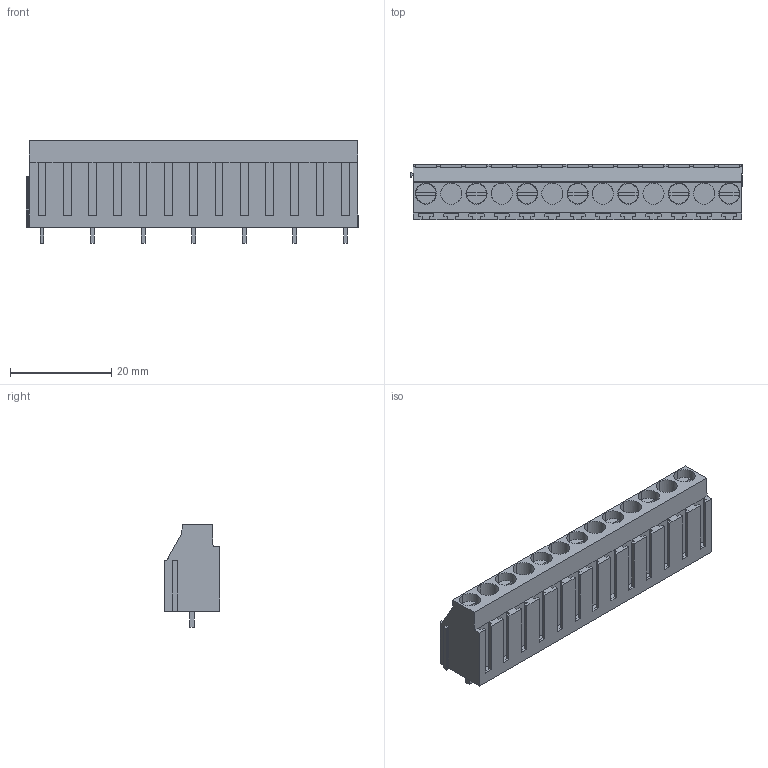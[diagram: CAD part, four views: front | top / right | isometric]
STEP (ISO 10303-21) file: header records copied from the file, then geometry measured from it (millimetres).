
FILE_DESCRIPTION(('CATIA V5 STEP Exchange','CAx-IF Rec.Pracs.--- Model Styling and Organization---1.4--- 2014-01-23'),'2;1');
FILE_NAME ('118838-1_0_2624460000_2624460000.stp','2022-06-10T08:38:48+00:00',('none'),('Weidmueller'),'CATIA Version 5-6 Release 2016 SP3 HF44','CATIA V5 STEP AP214','none');
FILE_SCHEMA(('AUTOMOTIVE_DESIGN { 1 0 10303 214 1 1 1 1 }'));
Length unit declared in the file: millimetre
Products named in the file (1): 2624460000
Bounding box: 65.65 x 11 x 20.32 mm (x, y, z)
Volume: 8477 mm3; surface area: 6967.5 mm2
Topology: 15 solids, 15 shells, 775 faces, 2064 edges, 1358 vertices
Faces by surface type: plane 721, cylinder 40, extrusion 14
Entity records: 22060 total; most frequent: CARTESIAN_POINT 4360, ORIENTED_EDGE 4128, DIRECTION 2789, EDGE_CURVE 2064, VECTOR 1942, LINE 1928, VERTEX_POINT 1358, EDGE_LOOP 814
